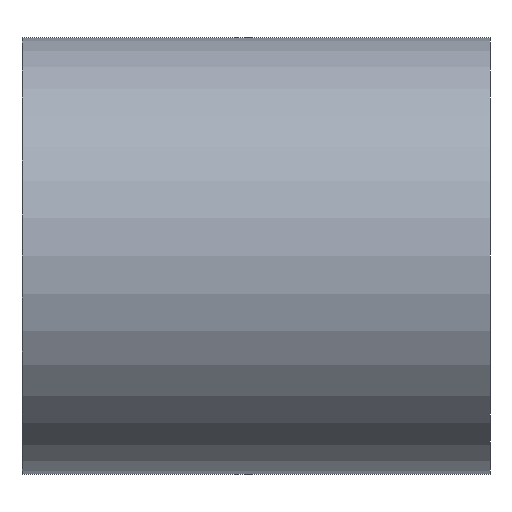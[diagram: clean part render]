
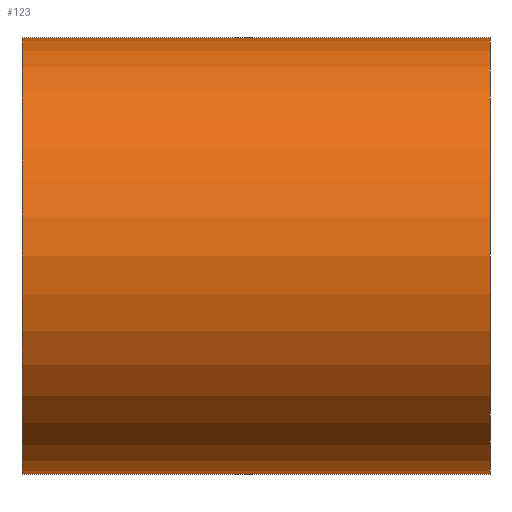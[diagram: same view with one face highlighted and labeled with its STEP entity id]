
A CAD part, left-side view. The second image highlights one B-rep face of the part: STEP entity #123.
In plain terms, the highlighted cylindrical face has radius 3.5 mm (diameter 7 mm), a partial arc.
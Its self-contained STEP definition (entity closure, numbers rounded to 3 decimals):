
#2 = VERTEX_POINT ( 'NONE', #118 ) ;
#13 = LINE ( 'NONE', #175, #157 ) ;
#18 = DIRECTION ( 'NONE',  ( 0., 0., 1. ) ) ;
#26 = VECTOR ( 'NONE', #195, 1000. ) ;
#35 = DIRECTION ( 'NONE',  ( 0., 0., -1. ) ) ;
#39 = ORIENTED_EDGE ( 'NONE', *, *, #91, .F. ) ;
#41 = DIRECTION ( 'NONE',  ( 0., 0., 1. ) ) ;
#42 = AXIS2_PLACEMENT_3D ( 'NONE', #209, #156, #35 ) ;
#47 = CARTESIAN_POINT ( 'NONE',  ( 0., 7.5, 0. ) ) ;
#58 = EDGE_LOOP ( 'NONE', ( #39, #130, #197, #206 ) ) ;
#66 = CARTESIAN_POINT ( 'NONE',  ( 0., 0., 3.5 ) ) ;
#67 = VERTEX_POINT ( 'NONE', #187 ) ;
#79 = AXIS2_PLACEMENT_3D ( 'NONE', #121, #106, #18 ) ;
#82 = EDGE_CURVE ( 'NONE', #2, #148, #140, .T. ) ;
#84 = FACE_OUTER_BOUND ( 'NONE', #58, .T. ) ;
#91 = EDGE_CURVE ( 'NONE', #67, #148, #202, .T. ) ;
#106 = DIRECTION ( 'NONE',  ( 0., 1., 0. ) ) ;
#109 = AXIS2_PLACEMENT_3D ( 'NONE', #47, #111, #41 ) ;
#111 = DIRECTION ( 'NONE',  ( 0., 1., 0. ) ) ;
#118 = CARTESIAN_POINT ( 'NONE',  ( 0., 0., -3.5 ) ) ;
#121 = CARTESIAN_POINT ( 'NONE',  ( 0., 0., 0. ) ) ;
#123 = ADVANCED_FACE ( 'NONE', ( #84 ), #158, .T. ) ;
#129 = CARTESIAN_POINT ( 'NONE',  ( 0., 7.5, -3.5 ) ) ;
#130 = ORIENTED_EDGE ( 'NONE', *, *, #194, .F. ) ;
#136 = CIRCLE ( 'NONE', #109, 3.5 ) ;
#138 = CARTESIAN_POINT ( 'NONE',  ( 0., 7.5, 3.5 ) ) ;
#139 = EDGE_CURVE ( 'NONE', #167, #2, #13, .T. ) ;
#140 = CIRCLE ( 'NONE', #79, 3.5 ) ;
#148 = VERTEX_POINT ( 'NONE', #66 ) ;
#156 = DIRECTION ( 'NONE',  ( 0., -1., 0. ) ) ;
#157 = VECTOR ( 'NONE', #212, 1000. ) ;
#158 = CYLINDRICAL_SURFACE ( 'NONE', #42, 3.5 ) ;
#167 = VERTEX_POINT ( 'NONE', #129 ) ;
#175 = CARTESIAN_POINT ( 'NONE',  ( 0., 7.5, -3.5 ) ) ;
#187 = CARTESIAN_POINT ( 'NONE',  ( 0., 7.5, 3.5 ) ) ;
#194 = EDGE_CURVE ( 'NONE', #167, #67, #136, .T. ) ;
#195 = DIRECTION ( 'NONE',  ( 0., -1., 0. ) ) ;
#197 = ORIENTED_EDGE ( 'NONE', *, *, #139, .T. ) ;
#202 = LINE ( 'NONE', #138, #26 ) ;
#206 = ORIENTED_EDGE ( 'NONE', *, *, #82, .T. ) ;
#209 = CARTESIAN_POINT ( 'NONE',  ( 0., 7.5, 0. ) ) ;
#212 = DIRECTION ( 'NONE',  ( 0., -1., 0. ) ) ;
